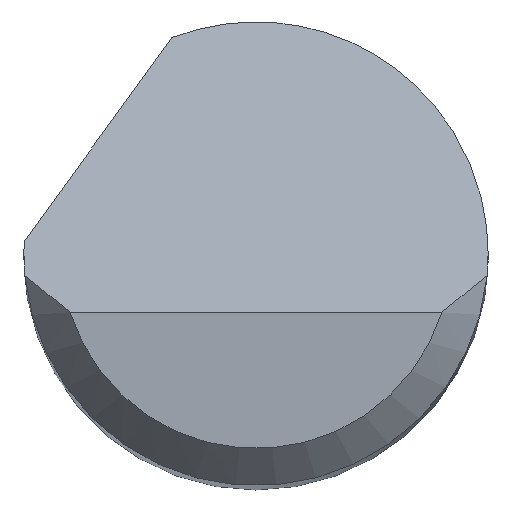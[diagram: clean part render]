
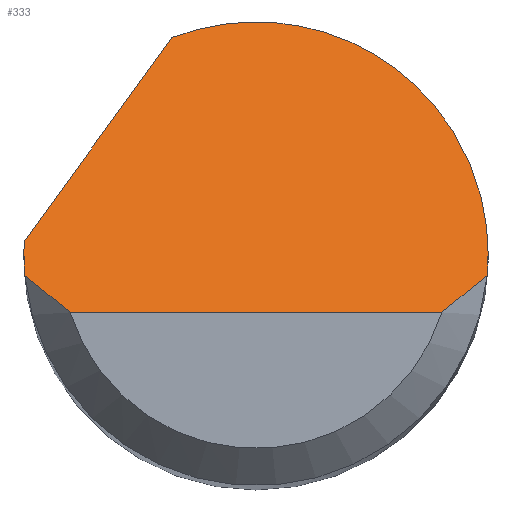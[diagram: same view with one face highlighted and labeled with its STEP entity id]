
A CAD part, top view. The second image highlights one B-rep face of the part: STEP entity #333.
In plain terms, the highlighted planar face has unit normal (0, 0.707, 0.707).
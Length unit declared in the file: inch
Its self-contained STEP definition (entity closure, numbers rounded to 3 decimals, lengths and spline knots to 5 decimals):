
#10 = AXIS2_PLACEMENT_3D ( 'NONE', #60, #494, #745 ) ;
#23 = CARTESIAN_POINT ( 'NONE',  ( -0.09334, -0.00875, 1.485 ) ) ;
#24 = CARTESIAN_POINT ( 'NONE',  ( -0.09371, 0.00333, 1.47292 ) ) ;
#35 = CARTESIAN_POINT ( 'NONE',  ( -0.09375, 0., 1.47625 ) ) ;
#48 = CARTESIAN_POINT ( 'NONE',  ( 0.03379, 0.11369, 1.36256 ) ) ;
#60 = CARTESIAN_POINT ( 'NONE',  ( -0.09375, -0.02375, 1.5 ) ) ;
#61 = CARTESIAN_POINT ( 'NONE',  ( 0.08761, -0.01397, 1.49022 ) ) ;
#77 = EDGE_CURVE ( 'NONE', #369, #514, #412, .T. ) ;
#80 = LINE ( 'NONE', #198, #96 ) ;
#96 = VECTOR ( 'NONE', #766, 39.37008 ) ;
#99 = CARTESIAN_POINT ( 'NONE',  ( 0.09375, 0., 1.47625 ) ) ;
#126 = DIRECTION ( 'NONE',  ( 1., 0., 0. ) ) ;
#155 = ORIENTED_EDGE ( 'NONE', *, *, #219, .T. ) ;
#181 = LINE ( 'NONE', #800, #367 ) ;
#190 = EDGE_CURVE ( 'NONE', #271, #767, #274, .T. ) ;
#198 = CARTESIAN_POINT ( 'NONE',  ( -0.11014, -0.01781, 1.49406 ) ) ;
#206 = CARTESIAN_POINT ( 'NONE',  ( -0.09375, 0., 1.47625 ) ) ;
#219 = EDGE_CURVE ( 'NONE', #486, #282, #181, .T. ) ;
#233 = CARTESIAN_POINT ( 'NONE',  ( -0.07508, -0.02375, 1.5 ) ) ;
#242 = CARTESIAN_POINT ( 'NONE',  ( 0.09375, 0., 1.47625 ) ) ;
#257 = CARTESIAN_POINT ( 'NONE',  ( -0.07508, -0.02375, 1.5 ) ) ;
#271 = VERTEX_POINT ( 'NONE', #242 ) ;
#274 =( BOUNDED_CURVE ( )  B_SPLINE_CURVE ( 3, ( #650, #722, #287, #530 ),
 .UNSPECIFIED., .F., .T. ) 
 B_SPLINE_CURVE_WITH_KNOTS ( ( 4, 4 ),
 ( 1.5708, 1.66427 ),
 .UNSPECIFIED. ) 
 CURVE ( )  GEOMETRIC_REPRESENTATION_ITEM ( )  RATIONAL_B_SPLINE_CURVE ( ( 1., 0.999, 0.999, 1. ) ) 
 REPRESENTATION_ITEM ( '' )  );
#276 = B_SPLINE_CURVE_WITH_KNOTS ( 'NONE', 3,
 ( #474, #413, #61, #738 ),
 .UNSPECIFIED., .F., .F.,
 ( 4, 4 ),
 ( 0., 0.00071 ),
 .UNSPECIFIED. ) ;
#282 = VERTEX_POINT ( 'NONE', #497 ) ;
#283 = CARTESIAN_POINT ( 'NONE',  ( -0.09362, 0.005, 1.47125 ) ) ;
#287 = CARTESIAN_POINT ( 'NONE',  ( 0.09361, -0.00584, 1.48209 ) ) ;
#295 = CARTESIAN_POINT ( 'NONE',  ( -0.03394, 0.08739, 1.38886 ) ) ;
#313 = FACE_OUTER_BOUND ( 'NONE', #573, .T. ) ;
#321 = CARTESIAN_POINT ( 'NONE',  ( -0.08157, -0.019, 1.49525 ) ) ;
#333 = ADVANCED_FACE ( 'NONE', ( #313 ), #609, .F. ) ;
#367 = VECTOR ( 'NONE', #126, 39.37008 ) ;
#369 = VERTEX_POINT ( 'NONE', #206 ) ;
#388 =( BOUNDED_CURVE ( )  B_SPLINE_CURVE ( 3, ( #295, #48, #538, #99 ),
 .UNSPECIFIED., .F., .T. ) 
 B_SPLINE_CURVE_WITH_KNOTS ( ( 4, 4 ),
 ( 5.91277, 7.85398 ),
 .UNSPECIFIED. ) 
 CURVE ( )  GEOMETRIC_REPRESENTATION_ITEM ( )  RATIONAL_B_SPLINE_CURVE ( ( 1., 0.71, 0.71, 1. ) ) 
 REPRESENTATION_ITEM ( '' )  );
#412 =( BOUNDED_CURVE ( )  B_SPLINE_CURVE ( 3, ( #35, #512, #24, #690 ),
 .UNSPECIFIED., .F., .T. ) 
 B_SPLINE_CURVE_WITH_KNOTS ( ( 4, 4 ),
 ( 4.71239, 4.76575 ),
 .UNSPECIFIED. ) 
 CURVE ( )  GEOMETRIC_REPRESENTATION_ITEM ( )  RATIONAL_B_SPLINE_CURVE ( ( 1., 1., 1., 1. ) ) 
 REPRESENTATION_ITEM ( '' )  );
#413 = CARTESIAN_POINT ( 'NONE',  ( 0.08157, -0.019, 1.49525 ) ) ;
#443 = EDGE_CURVE ( 'NONE', #537, #486, #710, .T. ) ;
#467 = ORIENTED_EDGE ( 'NONE', *, *, #190, .F. ) ;
#473 = EDGE_CURVE ( 'NONE', #537, #369, #577, .T. ) ;
#474 = CARTESIAN_POINT ( 'NONE',  ( 0.07508, -0.02375, 1.5 ) ) ;
#486 = VERTEX_POINT ( 'NONE', #233 ) ;
#493 = EDGE_CURVE ( 'NONE', #523, #271, #388, .T. ) ;
#494 = DIRECTION ( 'NONE',  ( 0., -0.707, -0.707 ) ) ;
#497 = CARTESIAN_POINT ( 'NONE',  ( 0.07508, -0.02375, 1.5 ) ) ;
#510 = ORIENTED_EDGE ( 'NONE', *, *, #473, .F. ) ;
#512 = CARTESIAN_POINT ( 'NONE',  ( -0.09375, 0.00167, 1.47458 ) ) ;
#514 = VERTEX_POINT ( 'NONE', #283 ) ;
#520 = CARTESIAN_POINT ( 'NONE',  ( -0.08761, -0.01397, 1.49022 ) ) ;
#523 = VERTEX_POINT ( 'NONE', #721 ) ;
#530 = CARTESIAN_POINT ( 'NONE',  ( 0.09334, -0.00875, 1.485 ) ) ;
#537 = VERTEX_POINT ( 'NONE', #596 ) ;
#538 = CARTESIAN_POINT ( 'NONE',  ( 0.09375, 0.07266, 1.40359 ) ) ;
#573 = EDGE_LOOP ( 'NONE', ( #155, #698, #467, #798, #655, #599, #510, #770 ) ) ;
#576 = EDGE_CURVE ( 'NONE', #282, #767, #276, .T. ) ;
#577 =( BOUNDED_CURVE ( )  B_SPLINE_CURVE ( 3, ( #23, #791, #780, #662 ),
 .UNSPECIFIED., .F., .T. ) 
 B_SPLINE_CURVE_WITH_KNOTS ( ( 4, 4 ),
 ( 4.61892, 4.71239 ),
 .UNSPECIFIED. ) 
 CURVE ( )  GEOMETRIC_REPRESENTATION_ITEM ( )  RATIONAL_B_SPLINE_CURVE ( ( 1., 0.999, 0.999, 1. ) ) 
 REPRESENTATION_ITEM ( '' )  );
#596 = CARTESIAN_POINT ( 'NONE',  ( -0.09334, -0.00875, 1.485 ) ) ;
#599 = ORIENTED_EDGE ( 'NONE', *, *, #77, .F. ) ;
#609 = PLANE ( 'NONE',  #10 ) ;
#650 = CARTESIAN_POINT ( 'NONE',  ( 0.09375, 0., 1.47625 ) ) ;
#655 = ORIENTED_EDGE ( 'NONE', *, *, #724, .F. ) ;
#662 = CARTESIAN_POINT ( 'NONE',  ( -0.09375, 0., 1.47625 ) ) ;
#690 = CARTESIAN_POINT ( 'NONE',  ( -0.09362, 0.005, 1.47125 ) ) ;
#698 = ORIENTED_EDGE ( 'NONE', *, *, #576, .T. ) ;
#710 = B_SPLINE_CURVE_WITH_KNOTS ( 'NONE', 3,
 ( #762, #520, #321, #257 ),
 .UNSPECIFIED., .F., .F.,
 ( 4, 4 ),
 ( 0., 0.00071 ),
 .UNSPECIFIED. ) ;
#721 = CARTESIAN_POINT ( 'NONE',  ( -0.03394, 0.08739, 1.38886 ) ) ;
#722 = CARTESIAN_POINT ( 'NONE',  ( 0.09375, -0.00292, 1.47917 ) ) ;
#724 = EDGE_CURVE ( 'NONE', #514, #523, #80, .T. ) ;
#738 = CARTESIAN_POINT ( 'NONE',  ( 0.09334, -0.00875, 1.485 ) ) ;
#745 = DIRECTION ( 'NONE',  ( 0., 0.707, -0.707 ) ) ;
#754 = CARTESIAN_POINT ( 'NONE',  ( 0.09334, -0.00875, 1.485 ) ) ;
#762 = CARTESIAN_POINT ( 'NONE',  ( -0.09334, -0.00875, 1.485 ) ) ;
#766 = DIRECTION ( 'NONE',  ( 0.456, 0.629, -0.629 ) ) ;
#767 = VERTEX_POINT ( 'NONE', #754 ) ;
#770 = ORIENTED_EDGE ( 'NONE', *, *, #443, .T. ) ;
#780 = CARTESIAN_POINT ( 'NONE',  ( -0.09375, -0.00292, 1.47917 ) ) ;
#791 = CARTESIAN_POINT ( 'NONE',  ( -0.09361, -0.00584, 1.48209 ) ) ;
#798 = ORIENTED_EDGE ( 'NONE', *, *, #493, .F. ) ;
#800 = CARTESIAN_POINT ( 'NONE',  ( 0., -0.02375, 1.5 ) ) ;
